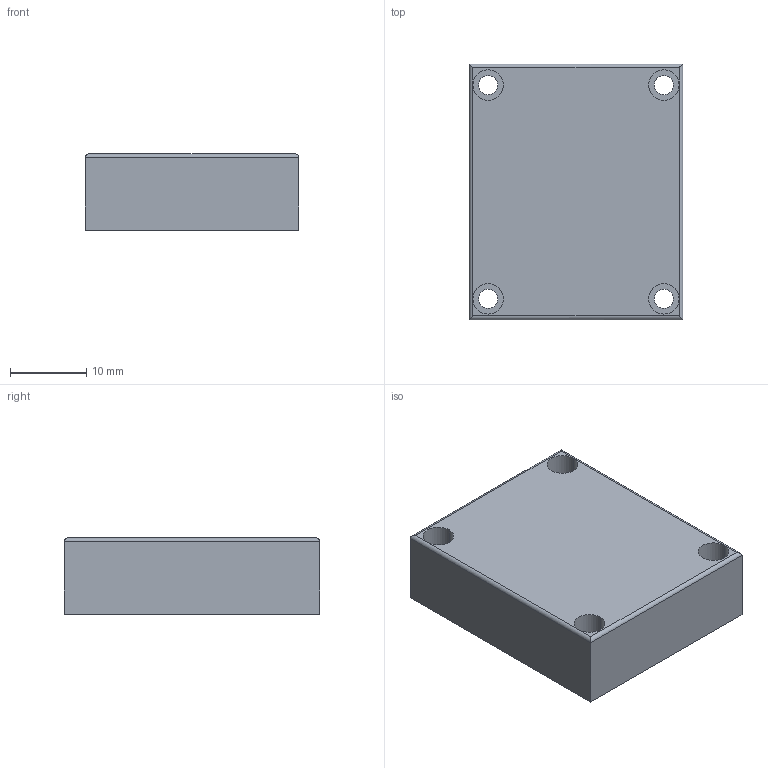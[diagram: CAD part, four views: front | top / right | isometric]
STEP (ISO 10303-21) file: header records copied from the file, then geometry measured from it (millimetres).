
FILE_DESCRIPTION (( 'STEP AP203' ), '1' );
FILE_NAME ('couvercle_Défaut_sldprt.STEP', '2017-07-05T05:55:37', ( '' ), ( '' ), 'SwSTEP 2.0', 'SolidWorks 2013', '' );
FILE_SCHEMA (( 'CONFIG_CONTROL_DESIGN' ));
Length unit declared in the file: millimetre
Products named in the file (1): couvercle_Défaut_sldprt
Bounding box: 28 x 33.5 x 10 mm (x, y, z)
Volume: 9085.2 mm3; surface area: 3410.9 mm2
Topology: 1 solids, 1 shells, 30 faces, 72 edges, 44 vertices
Faces by surface type: cylinder 20, plane 10
Entity records: 965 total; most frequent: DIRECTION 162, CARTESIAN_POINT 159, ORIENTED_EDGE 144, EDGE_CURVE 72, AXIS2_PLACEMENT_3D 63, VERTEX_POINT 44, EDGE_LOOP 38, VECTOR 36
